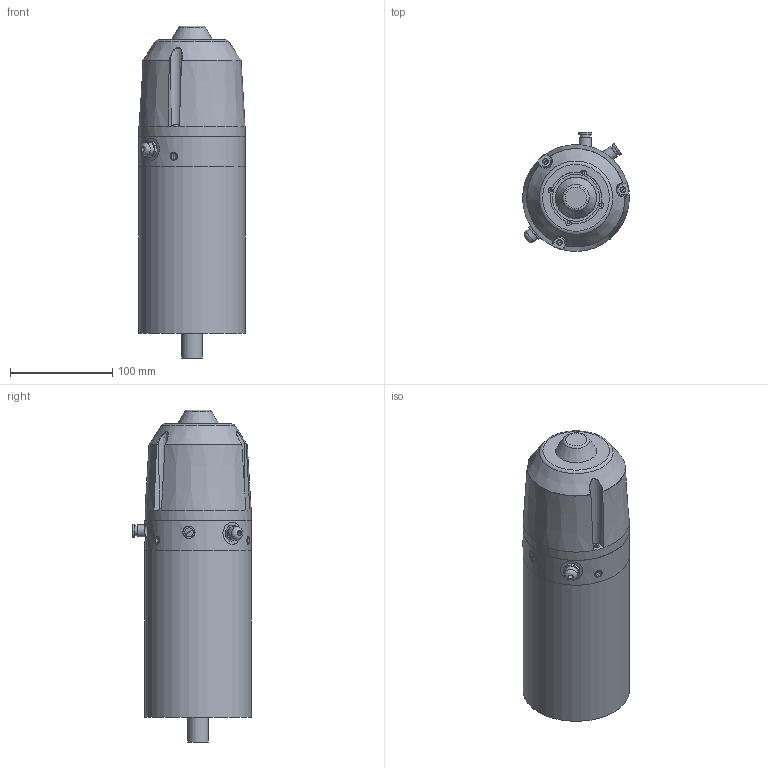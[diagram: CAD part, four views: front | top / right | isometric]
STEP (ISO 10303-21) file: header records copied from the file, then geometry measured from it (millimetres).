
FILE_DESCRIPTION((''),'2;1');
FILE_NAME('57810401X000.stp','2010-10-26T11:02:39',('Creator'),(''),'Autodesk Inventor 2010','Autodesk Inventor 2010','');
FILE_SCHEMA(('AUTOMOTIVE_DESIGN { 1 0 10303 214 1 1 1 1 }'));
Length unit declared in the file: millimetre
Products named in the file (1): 57810401X000
Bounding box: 104.08 x 116 x 324.5 mm (x, y, z)
Surface area: 284705 mm2 (no closed solid volume)
Topology: 0 solids, 48 shells, 794 faces, 1792 edges, 1146 vertices
Faces by surface type: plane 356, cylinder 265, cone 110, torus 36, bspline 19, sphere 8
Full cylindrical faces by diameter (mm): 2 x1, 2.013 x4, 2.4 x4, 2.459 x3, 2.5 x17, 2.729 x7, 2.9 x4, 3 x15, 3.1 x4, 3.242 x1, 3.4 x3, 3.5 x5, 4 x5, 4.1 x1, 4.134 x4, 4.2 x1, 5 x8, 5.2 x3, 5.5 x1, 6 x6, 6.5 x1, 7 x4, 8 x5, 8.5 x5, 8.566 x5, 8.57 x2, 9.5 x2, 9.7 x2, 9.728 x2, 10 x2
Entity records: 30381 total; most frequent: CARTESIAN_POINT 13966, DIRECTION 3427, ORIENTED_EDGE 2792, AXIS2_PLACEMENT_3D 1460, EDGE_CURVE 1396, EDGE_LOOP 1258, VERTEX_POINT 1050, FACE_OUTER_BOUND 794
